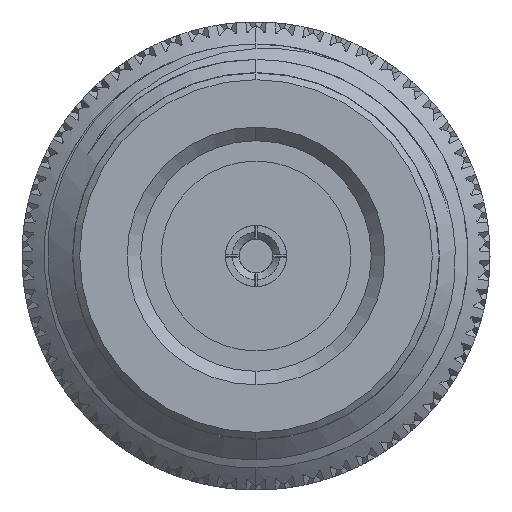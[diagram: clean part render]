
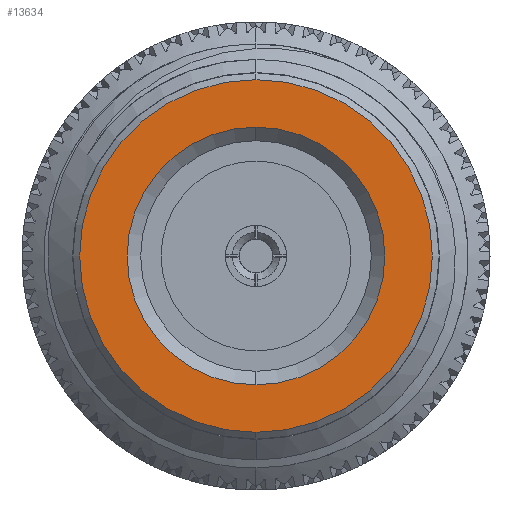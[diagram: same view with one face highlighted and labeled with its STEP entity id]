
A CAD part, left-side view. The second image highlights one B-rep face of the part: STEP entity #13634.
In plain terms, the highlighted planar face has unit normal (-1, 0, 0).
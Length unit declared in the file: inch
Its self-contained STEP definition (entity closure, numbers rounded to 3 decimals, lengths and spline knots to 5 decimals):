
#4466 = DIRECTION ( 'NONE',  ( -1., 0., 0. ) ) ;
#6112 = FACE_BOUND ( 'NONE', #29106, .T. ) ;
#8429 = AXIS2_PLACEMENT_3D ( 'NONE', #12895, #14507, #57418 ) ;
#10782 = DIRECTION ( 'NONE',  ( 1., 0., 0. ) ) ;
#11693 = CARTESIAN_POINT ( 'NONE',  ( 0., 0., 0.19 ) ) ;
#12637 = CIRCLE ( 'NONE', #20553, 0.19 ) ;
#12895 = CARTESIAN_POINT ( 'NONE',  ( 0., 0., 0. ) ) ;
#13634 = ADVANCED_FACE ( 'NONE', ( #6112, #18079 ), #74546, .T. ) ;
#14507 = DIRECTION ( 'NONE',  ( 1., 0., 0. ) ) ;
#16977 = DIRECTION ( 'NONE',  ( 0., 0., -1. ) ) ;
#17519 = CARTESIAN_POINT ( 'NONE',  ( 0., 0., -0.19 ) ) ;
#17695 = CIRCLE ( 'NONE', #46627, 0.26 ) ;
#18079 = FACE_OUTER_BOUND ( 'NONE', #48075, .T. ) ;
#18891 = CARTESIAN_POINT ( 'NONE',  ( 0., 0., 0.26 ) ) ;
#19549 = DIRECTION ( 'NONE',  ( 0., 0., 1. ) ) ;
#20553 = AXIS2_PLACEMENT_3D ( 'NONE', #32676, #76018, #19549 ) ;
#24587 = CIRCLE ( 'NONE', #29787, 0.26 ) ;
#29106 = EDGE_LOOP ( 'NONE', ( #64496, #52790 ) ) ;
#29787 = AXIS2_PLACEMENT_3D ( 'NONE', #36720, #10782, #16977 ) ;
#30582 = VERTEX_POINT ( 'NONE', #63118 ) ;
#31109 = VERTEX_POINT ( 'NONE', #11693 ) ;
#32676 = CARTESIAN_POINT ( 'NONE',  ( 0., 0., 0. ) ) ;
#35786 = CARTESIAN_POINT ( 'NONE',  ( 0., 0., 0. ) ) ;
#36720 = CARTESIAN_POINT ( 'NONE',  ( 0., 0., 0. ) ) ;
#37709 = EDGE_CURVE ( 'NONE', #43562, #31109, #78257, .T. ) ;
#42001 = DIRECTION ( 'NONE',  ( 0., 0., -1. ) ) ;
#43562 = VERTEX_POINT ( 'NONE', #17519 ) ;
#44032 = DIRECTION ( 'NONE',  ( 0., 0., 1. ) ) ;
#46627 = AXIS2_PLACEMENT_3D ( 'NONE', #61806, #48186, #42001 ) ;
#48075 = EDGE_LOOP ( 'NONE', ( #75255, #57588 ) ) ;
#48186 = DIRECTION ( 'NONE',  ( 1., 0., 0. ) ) ;
#51489 = EDGE_CURVE ( 'NONE', #31109, #43562, #12637, .T. ) ;
#52790 = ORIENTED_EDGE ( 'NONE', *, *, #37709, .T. ) ;
#57418 = DIRECTION ( 'NONE',  ( 0., 0., 1. ) ) ;
#57588 = ORIENTED_EDGE ( 'NONE', *, *, #72122, .F. ) ;
#58999 = EDGE_CURVE ( 'NONE', #30582, #76633, #24587, .T. ) ;
#61806 = CARTESIAN_POINT ( 'NONE',  ( 0., 0., 0. ) ) ;
#63118 = CARTESIAN_POINT ( 'NONE',  ( 0., 0., -0.26 ) ) ;
#64496 = ORIENTED_EDGE ( 'NONE', *, *, #51489, .T. ) ;
#72122 = EDGE_CURVE ( 'NONE', #76633, #30582, #17695, .T. ) ;
#74546 = PLANE ( 'NONE',  #79940 ) ;
#75255 = ORIENTED_EDGE ( 'NONE', *, *, #58999, .F. ) ;
#76018 = DIRECTION ( 'NONE',  ( 1., 0., 0. ) ) ;
#76633 = VERTEX_POINT ( 'NONE', #18891 ) ;
#78257 = CIRCLE ( 'NONE', #8429, 0.19 ) ;
#79940 = AXIS2_PLACEMENT_3D ( 'NONE', #35786, #4466, #44032 ) ;
